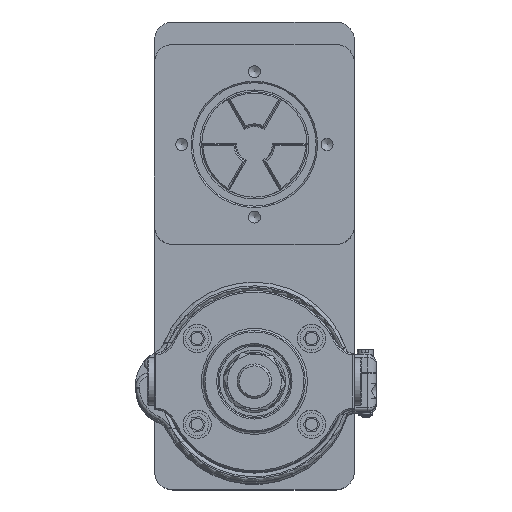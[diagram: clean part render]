
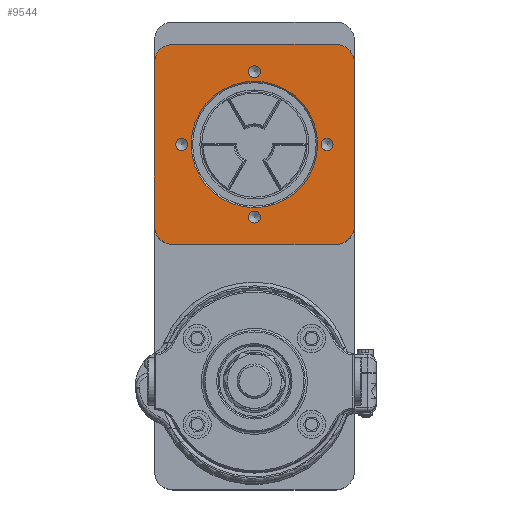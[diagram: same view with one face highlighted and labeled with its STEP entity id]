
A CAD part, top view. The second image highlights one B-rep face of the part: STEP entity #9544.
In plain terms, the highlighted planar face has unit normal (0, 0, 1).
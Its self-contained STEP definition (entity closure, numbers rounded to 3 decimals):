
#568 = CIRCLE ( 'NONE', #16920, 2.1 ) ;
#1079 = DIRECTION ( 'NONE',  ( 0., 0., -1. ) ) ;
#1401 = DIRECTION ( 'NONE',  ( -1., 0., 0. ) ) ;
#1605 = VERTEX_POINT ( 'NONE', #22848 ) ;
#1852 = CARTESIAN_POINT ( 'NONE',  ( 25.4, 0., 44.399 ) ) ;
#2446 = EDGE_CURVE ( 'NONE', #4973, #4973, #568, .T. ) ;
#2513 = ORIENTED_EDGE ( 'NONE', *, *, #8690, .F. ) ;
#2557 = VERTEX_POINT ( 'NONE', #15828 ) ;
#2798 = CARTESIAN_POINT ( 'NONE',  ( -22.098, 0., 44.399 ) ) ;
#2934 = CARTESIAN_POINT ( 'NONE',  ( 0., 0., 44.399 ) ) ;
#2939 = DIRECTION ( 'NONE',  ( 0., 0., 1. ) ) ;
#3470 = FACE_OUTER_BOUND ( 'NONE', #8584, .T. ) ;
#3657 = VECTOR ( 'NONE', #1401, 1000. ) ;
#3870 = DIRECTION ( 'NONE',  ( 0., 0., 1. ) ) ;
#3915 = DIRECTION ( 'NONE',  ( 0., 0., 1. ) ) ;
#3955 = DIRECTION ( 'NONE',  ( 0., 0., 1. ) ) ;
#4418 = VERTEX_POINT ( 'NONE', #7233 ) ;
#4973 = VERTEX_POINT ( 'NONE', #7213 ) ;
#5093 = ORIENTED_EDGE ( 'NONE', *, *, #5121, .T. ) ;
#5121 = EDGE_CURVE ( 'NONE', #21721, #10603, #16314, .T. ) ;
#5210 = PLANE ( 'NONE',  #6556 ) ;
#5583 = VERTEX_POINT ( 'NONE', #13330 ) ;
#5633 = AXIS2_PLACEMENT_3D ( 'NONE', #23760, #14269, #21879 ) ;
#5720 = EDGE_CURVE ( 'NONE', #5583, #5583, #10865, .T. ) ;
#6003 = EDGE_CURVE ( 'NONE', #6809, #4418, #8896, .T. ) ;
#6016 = VECTOR ( 'NONE', #16601, 1000. ) ;
#6105 = CARTESIAN_POINT ( 'NONE',  ( -28.575, -34.925, 44.399 ) ) ;
#6556 = AXIS2_PLACEMENT_3D ( 'NONE', #20943, #11462, #18701 ) ;
#6564 = VERTEX_POINT ( 'NONE', #2798 ) ;
#6618 = LINE ( 'NONE', #10498, #6016 ) ;
#6809 = VERTEX_POINT ( 'NONE', #21131 ) ;
#6821 = DIRECTION ( 'NONE',  ( 1., 0., 0. ) ) ;
#7213 = CARTESIAN_POINT ( 'NONE',  ( 27.5, 0., 44.399 ) ) ;
#7233 = CARTESIAN_POINT ( 'NONE',  ( -34.925, 28.575, 44.399 ) ) ;
#7253 = AXIS2_PLACEMENT_3D ( 'NONE', #22570, #2939, #6821 ) ;
#7445 = EDGE_CURVE ( 'NONE', #2557, #2557, #18000, .T. ) ;
#7490 = DIRECTION ( 'NONE',  ( 1., 0., 0. ) ) ;
#7504 = DIRECTION ( 'NONE',  ( -1., 0., 0. ) ) ;
#8298 = CARTESIAN_POINT ( 'NONE',  ( 34.925, 28.575, 44.399 ) ) ;
#8328 = VERTEX_POINT ( 'NONE', #23555 ) ;
#8468 = DIRECTION ( 'NONE',  ( 1., 0., 0. ) ) ;
#8508 = AXIS2_PLACEMENT_3D ( 'NONE', #20297, #24182, #8595 ) ;
#8584 = EDGE_LOOP ( 'NONE', ( #12138, #23367, #5093, #15941, #17661, #19324, #19649, #21674 ) ) ;
#8595 = DIRECTION ( 'NONE',  ( 1., 0., 0. ) ) ;
#8690 = EDGE_CURVE ( 'NONE', #8328, #8328, #21258, .T. ) ;
#8719 = DIRECTION ( 'NONE',  ( -1., 0., 0. ) ) ;
#8816 = EDGE_CURVE ( 'NONE', #22399, #21955, #22479, .T. ) ;
#8896 = CIRCLE ( 'NONE', #19234, 6.35 ) ;
#9544 = ADVANCED_FACE ( 'NONE', ( #12961, #22324, #20813, #12951, #22721, #3470 ), #5210, .F. ) ;
#10195 = AXIS2_PLACEMENT_3D ( 'NONE', #21744, #23510, #17987 ) ;
#10467 = ORIENTED_EDGE ( 'NONE', *, *, #5720, .F. ) ;
#10498 = CARTESIAN_POINT ( 'NONE',  ( -34.925, -34.925, 44.399 ) ) ;
#10603 = VERTEX_POINT ( 'NONE', #16065 ) ;
#10638 = EDGE_CURVE ( 'NONE', #6564, #6564, #22157, .T. ) ;
#10865 = CIRCLE ( 'NONE', #18816, 2.1 ) ;
#11185 = EDGE_LOOP ( 'NONE', ( #22280 ) ) ;
#11395 = AXIS2_PLACEMENT_3D ( 'NONE', #2934, #1079, #8719 ) ;
#11462 = DIRECTION ( 'NONE',  ( 0., 0., -1. ) ) ;
#11520 = DIRECTION ( 'NONE',  ( 1., 0., 0. ) ) ;
#11971 = ORIENTED_EDGE ( 'NONE', *, *, #7445, .F. ) ;
#12138 = ORIENTED_EDGE ( 'NONE', *, *, #23194, .T. ) ;
#12201 = CARTESIAN_POINT ( 'NONE',  ( -34.925, -34.925, 44.399 ) ) ;
#12277 = ORIENTED_EDGE ( 'NONE', *, *, #10638, .T. ) ;
#12887 = LINE ( 'NONE', #18744, #3657 ) ;
#12951 = FACE_BOUND ( 'NONE', #18531, .T. ) ;
#12961 = FACE_BOUND ( 'NONE', #19737, .T. ) ;
#12973 = CIRCLE ( 'NONE', #10195, 6.35 ) ;
#13330 = CARTESIAN_POINT ( 'NONE',  ( -23.3, 0., 44.399 ) ) ;
#13517 = LINE ( 'NONE', #15636, #18488 ) ;
#13879 = EDGE_CURVE ( 'NONE', #10603, #1605, #12973, .T. ) ;
#14084 = AXIS2_PLACEMENT_3D ( 'NONE', #18680, #3955, #15313 ) ;
#14269 = DIRECTION ( 'NONE',  ( 0., 0., 1. ) ) ;
#15313 = DIRECTION ( 'NONE',  ( -1., 0., 0. ) ) ;
#15632 = CIRCLE ( 'NONE', #5633, 6.35 ) ;
#15636 = CARTESIAN_POINT ( 'NONE',  ( 34.925, -34.925, 44.399 ) ) ;
#15828 = CARTESIAN_POINT ( 'NONE',  ( 2.1, -25.4, 44.399 ) ) ;
#15941 = ORIENTED_EDGE ( 'NONE', *, *, #13879, .T. ) ;
#16065 = CARTESIAN_POINT ( 'NONE',  ( 28.575, -34.925, 44.399 ) ) ;
#16097 = EDGE_LOOP ( 'NONE', ( #2513 ) ) ;
#16314 = LINE ( 'NONE', #12201, #24377 ) ;
#16601 = DIRECTION ( 'NONE',  ( 0., -1., 0. ) ) ;
#16920 = AXIS2_PLACEMENT_3D ( 'NONE', #1852, #3870, #7490 ) ;
#17359 = DIRECTION ( 'NONE',  ( 0., 0., 1. ) ) ;
#17497 = CARTESIAN_POINT ( 'NONE',  ( -34.925, -28.575, 44.399 ) ) ;
#17568 = EDGE_CURVE ( 'NONE', #19427, #21721, #15632, .T. ) ;
#17640 = EDGE_CURVE ( 'NONE', #21955, #6809, #12887, .T. ) ;
#17661 = ORIENTED_EDGE ( 'NONE', *, *, #19457, .T. ) ;
#17987 = DIRECTION ( 'NONE',  ( -1., 0., 0. ) ) ;
#18000 = CIRCLE ( 'NONE', #7253, 2.1 ) ;
#18488 = VECTOR ( 'NONE', #21118, 1000. ) ;
#18531 = EDGE_LOOP ( 'NONE', ( #11971 ) ) ;
#18680 = CARTESIAN_POINT ( 'NONE',  ( 28.575, 28.575, 44.399 ) ) ;
#18701 = DIRECTION ( 'NONE',  ( -1., 0., 0. ) ) ;
#18744 = CARTESIAN_POINT ( 'NONE',  ( -34.925, 34.925, 44.399 ) ) ;
#18816 = AXIS2_PLACEMENT_3D ( 'NONE', #19499, #3915, #11520 ) ;
#19234 = AXIS2_PLACEMENT_3D ( 'NONE', #23244, #17359, #7504 ) ;
#19324 = ORIENTED_EDGE ( 'NONE', *, *, #8816, .T. ) ;
#19427 = VERTEX_POINT ( 'NONE', #17497 ) ;
#19457 = EDGE_CURVE ( 'NONE', #1605, #22399, #13517, .T. ) ;
#19499 = CARTESIAN_POINT ( 'NONE',  ( -25.4, 0., 44.399 ) ) ;
#19649 = ORIENTED_EDGE ( 'NONE', *, *, #17640, .T. ) ;
#19737 = EDGE_LOOP ( 'NONE', ( #10467 ) ) ;
#20297 = CARTESIAN_POINT ( 'NONE',  ( 0., 25.4, 44.399 ) ) ;
#20813 = FACE_BOUND ( 'NONE', #16097, .T. ) ;
#20943 = CARTESIAN_POINT ( 'NONE',  ( 0., 0., 44.399 ) ) ;
#21118 = DIRECTION ( 'NONE',  ( 0., 1., 0. ) ) ;
#21131 = CARTESIAN_POINT ( 'NONE',  ( -28.575, 34.925, 44.399 ) ) ;
#21258 = CIRCLE ( 'NONE', #8508, 2.1 ) ;
#21674 = ORIENTED_EDGE ( 'NONE', *, *, #6003, .T. ) ;
#21721 = VERTEX_POINT ( 'NONE', #6105 ) ;
#21744 = CARTESIAN_POINT ( 'NONE',  ( 28.575, -28.575, 44.399 ) ) ;
#21879 = DIRECTION ( 'NONE',  ( -1., 0., 0. ) ) ;
#21955 = VERTEX_POINT ( 'NONE', #24583 ) ;
#22157 = CIRCLE ( 'NONE', #11395, 22.098 ) ;
#22280 = ORIENTED_EDGE ( 'NONE', *, *, #2446, .F. ) ;
#22324 = FACE_BOUND ( 'NONE', #11185, .T. ) ;
#22399 = VERTEX_POINT ( 'NONE', #8298 ) ;
#22479 = CIRCLE ( 'NONE', #14084, 6.35 ) ;
#22570 = CARTESIAN_POINT ( 'NONE',  ( 0., -25.4, 44.399 ) ) ;
#22721 = FACE_BOUND ( 'NONE', #23201, .T. ) ;
#22848 = CARTESIAN_POINT ( 'NONE',  ( 34.925, -28.575, 44.399 ) ) ;
#23194 = EDGE_CURVE ( 'NONE', #4418, #19427, #6618, .T. ) ;
#23201 = EDGE_LOOP ( 'NONE', ( #12277 ) ) ;
#23244 = CARTESIAN_POINT ( 'NONE',  ( -28.575, 28.575, 44.399 ) ) ;
#23367 = ORIENTED_EDGE ( 'NONE', *, *, #17568, .T. ) ;
#23510 = DIRECTION ( 'NONE',  ( 0., 0., 1. ) ) ;
#23555 = CARTESIAN_POINT ( 'NONE',  ( 2.1, 25.4, 44.399 ) ) ;
#23760 = CARTESIAN_POINT ( 'NONE',  ( -28.575, -28.575, 44.399 ) ) ;
#24182 = DIRECTION ( 'NONE',  ( 0., 0., 1. ) ) ;
#24377 = VECTOR ( 'NONE', #8468, 1000. ) ;
#24583 = CARTESIAN_POINT ( 'NONE',  ( 28.575, 34.925, 44.399 ) ) ;
